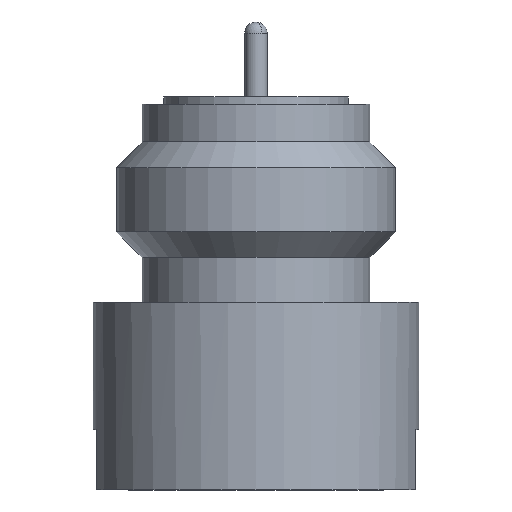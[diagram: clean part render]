
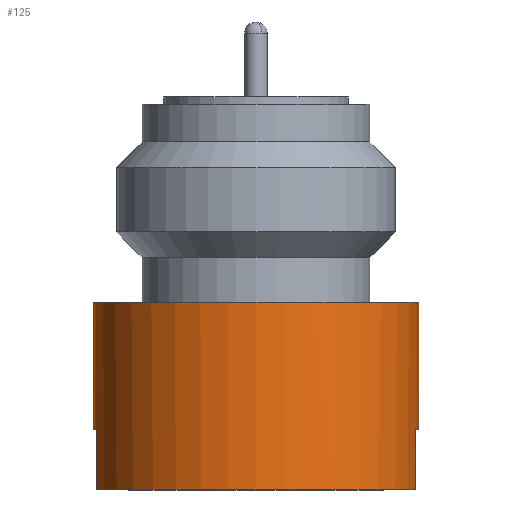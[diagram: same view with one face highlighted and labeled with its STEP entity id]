
A CAD part, front view. The second image highlights one B-rep face of the part: STEP entity #125.
In plain terms, the highlighted cylindrical face has radius 2.756 mm (diameter 5.512 mm), a partial arc.
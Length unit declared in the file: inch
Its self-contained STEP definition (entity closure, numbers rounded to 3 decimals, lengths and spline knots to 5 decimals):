
#13 = DIRECTION ( 'NONE',  ( 0., 0., -1. ) ) ;
#67 = ORIENTED_EDGE ( 'NONE', *, *, #364, .F. ) ;
#125 = ADVANCED_FACE ( 'NONE', ( #2077 ), #1842, .T. ) ;
#155 = EDGE_CURVE ( 'NONE', #1405, #902, #1212, .T. ) ;
#169 = CARTESIAN_POINT ( 'NONE',  ( -0.10635, -0.0215, -0.257 ) ) ;
#172 = VERTEX_POINT ( 'NONE', #726 ) ;
#175 = ORIENTED_EDGE ( 'NONE', *, *, #1798, .T. ) ;
#190 = DIRECTION ( 'NONE',  ( -1., 0., 0. ) ) ;
#207 = DIRECTION ( 'NONE',  ( 1., 0., 0. ) ) ;
#215 = DIRECTION ( 'NONE',  ( 0., 0., 1. ) ) ;
#278 = LINE ( 'NONE', #1392, #1652 ) ;
#305 = AXIS2_PLACEMENT_3D ( 'NONE', #1106, #215, #207 ) ;
#364 = EDGE_CURVE ( 'NONE', #2150, #571, #980, .T. ) ;
#391 = DIRECTION ( 'NONE',  ( 0., 0., 1. ) ) ;
#425 = CIRCLE ( 'NONE', #991, 0.1085 ) ;
#486 = ORIENTED_EDGE ( 'NONE', *, *, #869, .T. ) ;
#499 = CIRCLE ( 'NONE', #567, 0.1085 ) ;
#567 = AXIS2_PLACEMENT_3D ( 'NONE', #1508, #1684, #2073 ) ;
#571 = VERTEX_POINT ( 'NONE', #1335 ) ;
#587 = AXIS2_PLACEMENT_3D ( 'NONE', #1460, #391, #1642 ) ;
#726 = CARTESIAN_POINT ( 'NONE',  ( 0.10635, -0.0215, -0.217 ) ) ;
#731 = DIRECTION ( 'NONE',  ( 0., 0., -1. ) ) ;
#734 = VECTOR ( 'NONE', #731, 39.37008 ) ;
#774 = VERTEX_POINT ( 'NONE', #844 ) ;
#844 = CARTESIAN_POINT ( 'NONE',  ( 0.10635, -0.0215, -0.257 ) ) ;
#869 = EDGE_CURVE ( 'NONE', #902, #774, #425, .T. ) ;
#874 = CARTESIAN_POINT ( 'NONE',  ( 0., 0., -0.257 ) ) ;
#902 = VERTEX_POINT ( 'NONE', #169 ) ;
#911 = CARTESIAN_POINT ( 'NONE',  ( 0.1085, 0., 0. ) ) ;
#973 = DIRECTION ( 'NONE',  ( 0., 0., 1. ) ) ;
#980 = LINE ( 'NONE', #1000, #1464 ) ;
#991 = AXIS2_PLACEMENT_3D ( 'NONE', #874, #2136, #1056 ) ;
#1000 = CARTESIAN_POINT ( 'NONE',  ( -0.1085, 0., 0. ) ) ;
#1031 = CIRCLE ( 'NONE', #1727, 0.1085 ) ;
#1037 = EDGE_CURVE ( 'NONE', #571, #2051, #2206, .T. ) ;
#1056 = DIRECTION ( 'NONE',  ( 1., 0., 0. ) ) ;
#1085 = CARTESIAN_POINT ( 'NONE',  ( 0., 0., -0.217 ) ) ;
#1106 = CARTESIAN_POINT ( 'NONE',  ( 0., 0., 0. ) ) ;
#1212 = LINE ( 'NONE', #1280, #734 ) ;
#1271 = DIRECTION ( 'NONE',  ( 0., 0., 1. ) ) ;
#1280 = CARTESIAN_POINT ( 'NONE',  ( -0.10635, -0.0215, -0.217 ) ) ;
#1335 = CARTESIAN_POINT ( 'NONE',  ( -0.1085, 0., -0.132 ) ) ;
#1344 = CARTESIAN_POINT ( 'NONE',  ( -0.1085, 0., -0.217 ) ) ;
#1358 = ORIENTED_EDGE ( 'NONE', *, *, #155, .T. ) ;
#1392 = CARTESIAN_POINT ( 'NONE',  ( 0.10635, -0.0215, -0.217 ) ) ;
#1396 = DIRECTION ( 'NONE',  ( 0., 0., -1. ) ) ;
#1405 = VERTEX_POINT ( 'NONE', #1566 ) ;
#1460 = CARTESIAN_POINT ( 'NONE',  ( 0., 0., -0.132 ) ) ;
#1464 = VECTOR ( 'NONE', #973, 39.37008 ) ;
#1473 = EDGE_CURVE ( 'NONE', #172, #774, #278, .T. ) ;
#1508 = CARTESIAN_POINT ( 'NONE',  ( 0., 0., -0.217 ) ) ;
#1566 = CARTESIAN_POINT ( 'NONE',  ( -0.10635, -0.0215, -0.217 ) ) ;
#1642 = DIRECTION ( 'NONE',  ( 1., 0., 0. ) ) ;
#1652 = VECTOR ( 'NONE', #1396, 39.37008 ) ;
#1660 = EDGE_LOOP ( 'NONE', ( #67, #2157, #1358, #486, #1804, #1748, #175, #2230 ) ) ;
#1684 = DIRECTION ( 'NONE',  ( 0., 0., -1. ) ) ;
#1727 = AXIS2_PLACEMENT_3D ( 'NONE', #1085, #13, #190 ) ;
#1748 = ORIENTED_EDGE ( 'NONE', *, *, #2070, .F. ) ;
#1756 = LINE ( 'NONE', #911, #1980 ) ;
#1757 = EDGE_CURVE ( 'NONE', #1405, #2150, #1031, .T. ) ;
#1772 = VERTEX_POINT ( 'NONE', #1789 ) ;
#1789 = CARTESIAN_POINT ( 'NONE',  ( 0.1085, 0., -0.217 ) ) ;
#1798 = EDGE_CURVE ( 'NONE', #1772, #2051, #1756, .T. ) ;
#1804 = ORIENTED_EDGE ( 'NONE', *, *, #1473, .F. ) ;
#1842 = CYLINDRICAL_SURFACE ( 'NONE', #305, 0.1085 ) ;
#1980 = VECTOR ( 'NONE', #1271, 39.37008 ) ;
#2038 = CARTESIAN_POINT ( 'NONE',  ( 0.1085, 0., -0.132 ) ) ;
#2051 = VERTEX_POINT ( 'NONE', #2038 ) ;
#2070 = EDGE_CURVE ( 'NONE', #1772, #172, #499, .T. ) ;
#2073 = DIRECTION ( 'NONE',  ( -1., 0., 0. ) ) ;
#2077 = FACE_OUTER_BOUND ( 'NONE', #1660, .T. ) ;
#2136 = DIRECTION ( 'NONE',  ( 0., 0., 1. ) ) ;
#2150 = VERTEX_POINT ( 'NONE', #1344 ) ;
#2157 = ORIENTED_EDGE ( 'NONE', *, *, #1757, .F. ) ;
#2206 = CIRCLE ( 'NONE', #587, 0.1085 ) ;
#2230 = ORIENTED_EDGE ( 'NONE', *, *, #1037, .F. ) ;
